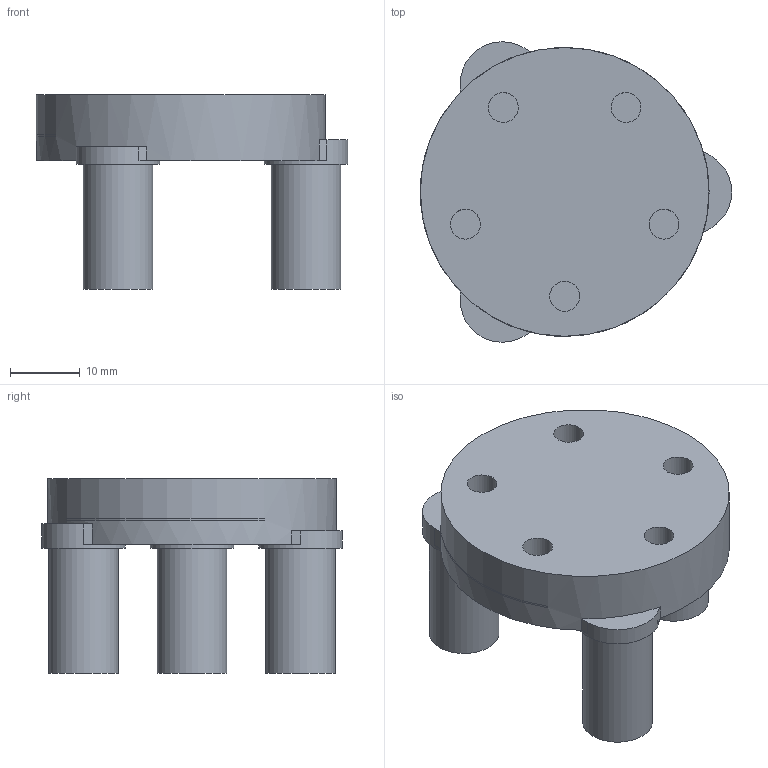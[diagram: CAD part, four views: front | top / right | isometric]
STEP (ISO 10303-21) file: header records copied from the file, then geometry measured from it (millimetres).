
FILE_DESCRIPTION(/* description */ (''),/* implementation_level */ '2;1');
FILE_NAME(/* name */ 'OutputCarrier.step',/* time_stamp */ '2023-11-23T20:45:08-05:00',/* author */ (''),/* organization */ (''),/* preprocessor_version */ 'ST-DEVELOPER v20',/* originating_system */ 'Autodesk Translation Framework v12.14.0.127',/* authorisation */ '');
FILE_SCHEMA (('AUTOMOTIVE_DESIGN { 1 0 10303 214 3 1 1 }'));
Length unit declared in the file: millimetre
Products named in the file (1): OutputCarrier
Bounding box: 44.75 x 43.18 x 28 mm (x, y, z)
Volume: 17009.4 mm3; surface area: 6327.5 mm2
Topology: 1 solids, 1 shells, 37 faces, 78 edges, 52 vertices
Faces by surface type: plane 24, cylinder 13
Full cylindrical faces by diameter (mm): 4.3 x5, 10 x3, 12 x3, 41.5 x1
Entity records: 1052 total; most frequent: DIRECTION 194, CARTESIAN_POINT 168, ORIENTED_EDGE 156, EDGE_CURVE 78, AXIS2_PLACEMENT_3D 78, VERTEX_POINT 52, EDGE_LOOP 46, CIRCLE 40
